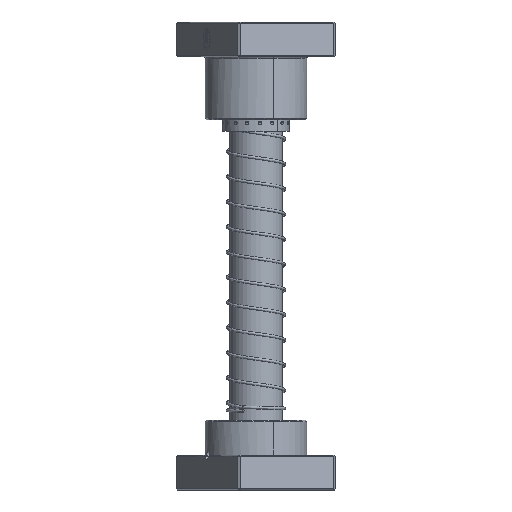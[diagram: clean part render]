
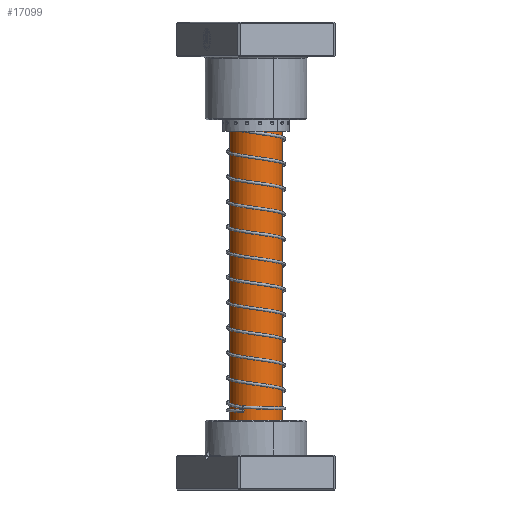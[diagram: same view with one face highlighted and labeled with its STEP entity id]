
A CAD part, front view. The second image highlights one B-rep face of the part: STEP entity #17099.
In plain terms, the highlighted cylindrical face has radius 19 mm (diameter 38 mm), a partial arc.
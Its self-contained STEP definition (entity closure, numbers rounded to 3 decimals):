
#3 = LINE ( 'NONE', #28241, #28800 ) ;
#1188 = ORIENTED_EDGE ( 'NONE', *, *, #7658, .T. ) ;
#1467 = DIRECTION ( 'NONE',  ( 0., 0., -1. ) ) ;
#4684 = CIRCLE ( 'NONE', #37951, 19. ) ;
#4737 = VERTEX_POINT ( 'NONE', #44420 ) ;
#6659 = AXIS2_PLACEMENT_3D ( 'NONE', #14022, #24557, #26332 ) ;
#7562 = CARTESIAN_POINT ( 'NONE',  ( 19., 0., 29. ) ) ;
#7658 = EDGE_CURVE ( 'NONE', #40536, #4737, #3, .T. ) ;
#8375 = DIRECTION ( 'NONE',  ( 0., 0., -1. ) ) ;
#8629 = EDGE_LOOP ( 'NONE', ( #13127, #24140, #1188, #18933 ) ) ;
#9856 = CARTESIAN_POINT ( 'NONE',  ( 19., 0., 297. ) ) ;
#13127 = ORIENTED_EDGE ( 'NONE', *, *, #36634, .F. ) ;
#14022 = CARTESIAN_POINT ( 'NONE',  ( 0., 0., 300. ) ) ;
#14302 = EDGE_CURVE ( 'NONE', #48401, #4737, #4684, .T. ) ;
#14500 = VERTEX_POINT ( 'NONE', #9856 ) ;
#14606 = CIRCLE ( 'NONE', #29137, 19. ) ;
#16941 = DIRECTION ( 'NONE',  ( 0., 0., -1. ) ) ;
#17099 = ADVANCED_FACE ( 'NONE', ( #45241 ), #36006, .T. ) ;
#17907 = VECTOR ( 'NONE', #8375, 1000. ) ;
#18933 = ORIENTED_EDGE ( 'NONE', *, *, #14302, .F. ) ;
#19071 = LINE ( 'NONE', #30885, #17907 ) ;
#23934 = CARTESIAN_POINT ( 'NONE',  ( 0., 0., 29. ) ) ;
#23982 = CARTESIAN_POINT ( 'NONE',  ( 0., 0., 297. ) ) ;
#24140 = ORIENTED_EDGE ( 'NONE', *, *, #29948, .T. ) ;
#24557 = DIRECTION ( 'NONE',  ( 0., 0., -1. ) ) ;
#26332 = DIRECTION ( 'NONE',  ( -1., 0., 0. ) ) ;
#27740 = DIRECTION ( 'NONE',  ( 1., 0., 0. ) ) ;
#28241 = CARTESIAN_POINT ( 'NONE',  ( -19., 0., 300. ) ) ;
#28505 = DIRECTION ( 'NONE',  ( 0., 0., -1. ) ) ;
#28800 = VECTOR ( 'NONE', #16941, 1000. ) ;
#29137 = AXIS2_PLACEMENT_3D ( 'NONE', #23982, #1467, #27740 ) ;
#29948 = EDGE_CURVE ( 'NONE', #14500, #40536, #14606, .T. ) ;
#30224 = DIRECTION ( 'NONE',  ( -1., 0., 0. ) ) ;
#30885 = CARTESIAN_POINT ( 'NONE',  ( 19., 0., 300. ) ) ;
#36006 = CYLINDRICAL_SURFACE ( 'NONE', #6659, 19. ) ;
#36634 = EDGE_CURVE ( 'NONE', #14500, #48401, #19071, .T. ) ;
#37951 = AXIS2_PLACEMENT_3D ( 'NONE', #23934, #28505, #30224 ) ;
#40536 = VERTEX_POINT ( 'NONE', #43233 ) ;
#43233 = CARTESIAN_POINT ( 'NONE',  ( -19., 0., 297. ) ) ;
#44420 = CARTESIAN_POINT ( 'NONE',  ( -19., 0., 29. ) ) ;
#45241 = FACE_OUTER_BOUND ( 'NONE', #8629, .T. ) ;
#48401 = VERTEX_POINT ( 'NONE', #7562 ) ;
